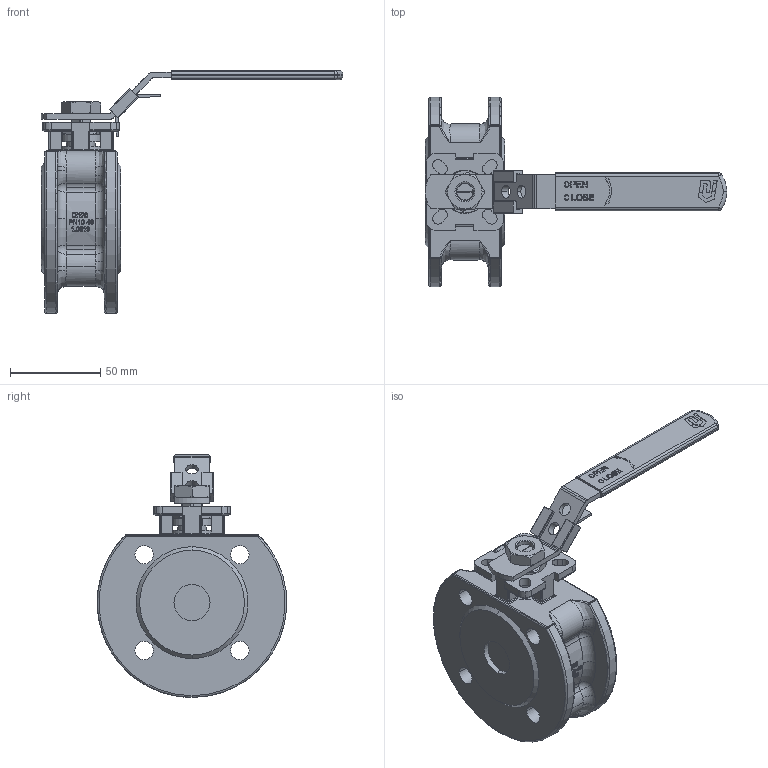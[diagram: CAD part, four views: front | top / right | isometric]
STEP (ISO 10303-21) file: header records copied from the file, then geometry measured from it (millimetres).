
FILE_DESCRIPTION(('HOOPS Exchange Step'),'2;1');
FILE_NAME('FK0301_DN20.stp','2025-07-24T11:55:33+02:00',('nieru'),('Unknown organisation'),'HOOPS Exchange 2024.2','HOOPS Exchange','Unknown authorisation');
FILE_SCHEMA( ('AP203_CONFIGURATION_CONTROLLED_3D_DESIGN_OF_MECHANICAL_PARTS_AND_ASSEMBLIES_MIM_LF') );
Length unit declared in the file: millimetre
Products named in the file (2): 0; root
Assembly tree (1 placements, depth 2):
  root
    0
Bounding box: 167 x 104.85 x 134.5 mm (x, y, z)
Volume: 277969.4 mm3; surface area: 54014.7 mm2
Topology: 1 solids, 1 shells, 1091 faces, 2930 edges, 1862 vertices
Faces by surface type: plane 404, bspline 287, cylinder 260, cone 68, torus 50, sphere 22
Entity records: 56927 total; most frequent: CARTESIAN_POINT 31847, ORIENTED_EDGE 5804, DIRECTION 4288, EDGE_CURVE 2902, VERTEX_POINT 1862, AXIS2_PLACEMENT_3D 1471, VECTOR 1346, LINE 1346
